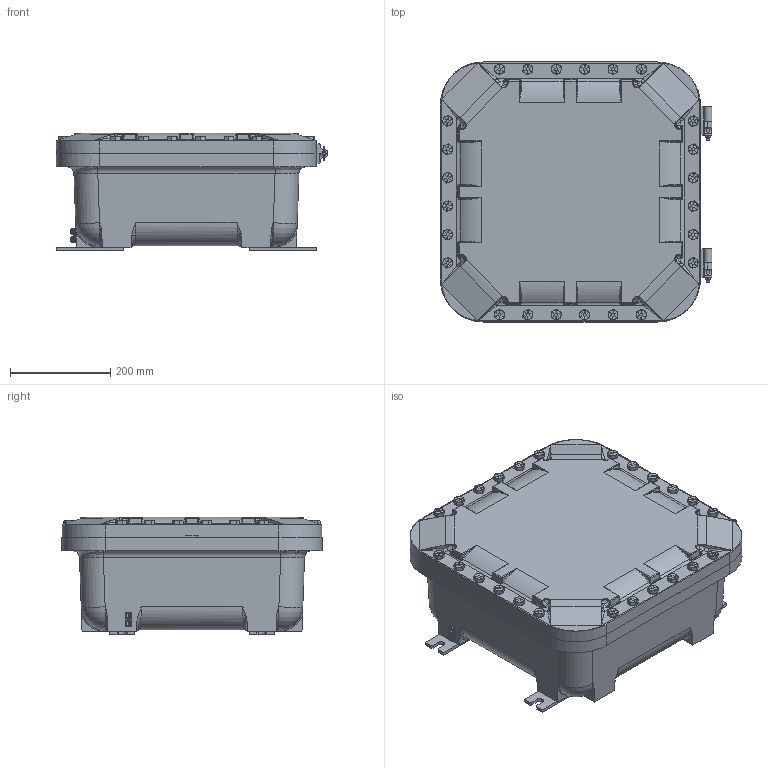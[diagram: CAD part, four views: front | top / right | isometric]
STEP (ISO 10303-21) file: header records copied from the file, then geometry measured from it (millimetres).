
FILE_DESCRIPTION(/* description */ (''),/* implementation_level */ '2;1');
FILE_NAME(/* name */ 'KIL_EXB-16166 N34.stp',/* time_stamp */ '2017-11-20T10:10:00+06:00',/* author */ ('ypadmaraja'),/* organization */ (''),/* preprocessor_version */ 'ST-DEVELOPER v16.13',/* originating_system */ 'Autodesk Inventor 2018',/* authorisation */ '');
FILE_SCHEMA (('AUTOMOTIVE_DESIGN { 1 0 10303 214 3 1 1 }'));
Products named in the file (18): EXB-16166 N34; 0106275B; 14620-1; 16972AAAB; 14622AAKM; 0720361B; 14729-gasket-19; KIT-346; 18238AAAB; 18243; ANSI B18.6.3 - 1/4-20 UNC x 1; ANSI B18.6.3 - 4-40 x 3/8; ASME B18.21.1 - 1/4; Hinge 11T; 18095; 18093; SAE J487a - 1/8 x 3/4    Extended Prong Square Cut Type; 18147AABB
Assembly tree (60 placements, depth 3):
  EXB-16166 N34
    0106275B  x4
    18147AABB  x8
    16972AAAB  x8
    14620-1
    14622AAKM
    0720361B  x24
    14729-gasket-19
    KIT-346
      18238AAAB
      18243
      ANSI B18.6.3 - 1/4-20 UNC x 1  x2
      ANSI B18.6.3 - 4-40 x 3/8
      ASME B18.21.1 - 1/4  x2
    Hinge 11T  x2
      18095
      18093
      SAE J487a - 1/8 x 3/4    Extended Prong Square Cut Type
Bounding box: 541.28 x 517.65 x 233.86 mm (x, y, z)
Volume: 21398167.2 mm3; surface area: 1921200.3 mm2
Topology: 62 solids, 63 shells, 4339 faces, 11145 edges, 7017 vertices
Faces by surface type: plane 2675, bspline 679, cylinder 476, cone 420, torus 65, sphere 24
Full cylindrical faces by diameter (mm): 2.779 x2, 2.845 x1, 3.048 x1, 3.962 x4, 4.953 x1, 5.613 x8, 6.198 x8, 6.35 x6, 6.746 x8, 7.798 x16, 7.938 x4, 8.075 x2, 8.077 x4, 9.286 x8, 10.312 x8, 10.592 x24, 12.418 x8, 12.423 x24, 13.208 x2, 13.386 x2, 13.494 x26, 19.05 x24
Entity records: 72436 total; most frequent: CARTESIAN_POINT 29977, ORIENTED_EDGE 9162, DIRECTION 6965, EDGE_CURVE 4581, VERTEX_POINT 2993, AXIS2_PLACEMENT_3D 2398, EDGE_LOOP 2240, LINE 2169
